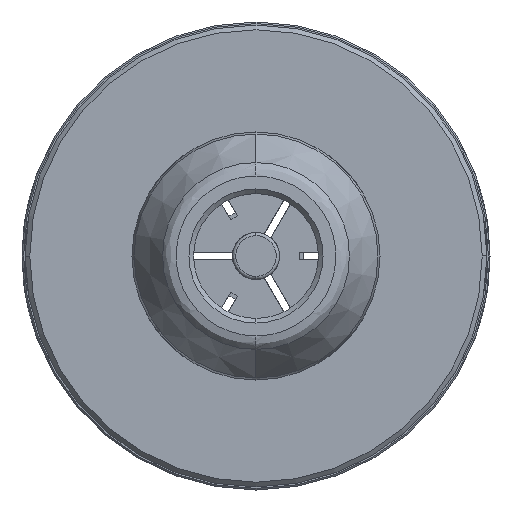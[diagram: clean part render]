
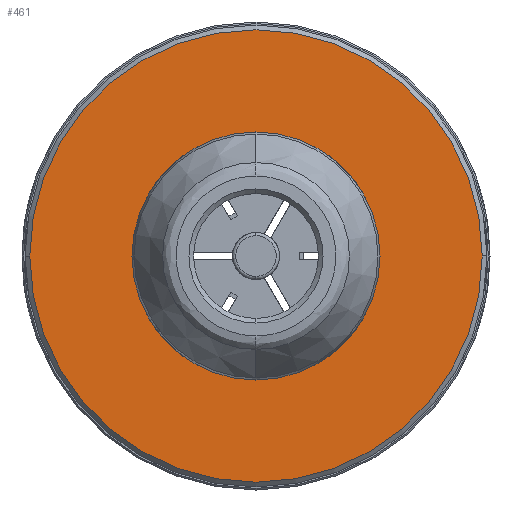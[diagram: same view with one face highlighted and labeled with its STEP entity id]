
A CAD part, left-side view. The second image highlights one B-rep face of the part: STEP entity #461.
In plain terms, the highlighted planar face has unit normal (-1, 0, 0).
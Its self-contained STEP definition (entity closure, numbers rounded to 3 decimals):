
#14 = AXIS2_PLACEMENT_3D ( 'NONE', #1387, #6049, #7246 ) ;
#115 = EDGE_LOOP ( 'NONE', ( #1181, #1528 ) ) ;
#212 = DIRECTION ( 'NONE',  ( 0., 1., 0. ) ) ;
#440 = ORIENTED_EDGE ( 'NONE', *, *, #542, .F. ) ;
#461 = ADVANCED_FACE ( 'NONE', ( #1788, #5924 ), #7211, .F. ) ;
#472 = AXIS2_PLACEMENT_3D ( 'NONE', #7258, #3685, #3660 ) ;
#542 = EDGE_CURVE ( 'NONE', #4168, #574, #605, .T. ) ;
#574 = VERTEX_POINT ( 'NONE', #5603 ) ;
#605 = CIRCLE ( 'NONE', #7297, 6.9 ) ;
#624 = VERTEX_POINT ( 'NONE', #910 ) ;
#812 = CARTESIAN_POINT ( 'NONE',  ( 12.5, 0., 0. ) ) ;
#910 = CARTESIAN_POINT ( 'NONE',  ( 12.5, 14.5, 0. ) ) ;
#1181 = ORIENTED_EDGE ( 'NONE', *, *, #4728, .F. ) ;
#1387 = CARTESIAN_POINT ( 'NONE',  ( 12.5, 0., 0. ) ) ;
#1528 = ORIENTED_EDGE ( 'NONE', *, *, #7010, .F. ) ;
#1788 = FACE_BOUND ( 'NONE', #5099, .T. ) ;
#1968 = CARTESIAN_POINT ( 'NONE',  ( 12.5, -14.5, 0. ) ) ;
#2206 = ORIENTED_EDGE ( 'NONE', *, *, #6795, .F. ) ;
#3192 = DIRECTION ( 'NONE',  ( 0., 1., 0. ) ) ;
#3201 = DIRECTION ( 'NONE',  ( 0., 0., 1. ) ) ;
#3660 = DIRECTION ( 'NONE',  ( 0., 0., -1. ) ) ;
#3685 = DIRECTION ( 'NONE',  ( 1., 0., 0. ) ) ;
#4168 = VERTEX_POINT ( 'NONE', #6632 ) ;
#4711 = CIRCLE ( 'NONE', #14, 6.9 ) ;
#4728 = EDGE_CURVE ( 'NONE', #624, #6375, #6684, .T. ) ;
#4950 = DIRECTION ( 'NONE',  ( 1., 0., 0. ) ) ;
#5099 = EDGE_LOOP ( 'NONE', ( #2206, #440 ) ) ;
#5555 = DIRECTION ( 'NONE',  ( -1., 0., 0. ) ) ;
#5603 = CARTESIAN_POINT ( 'NONE',  ( 12.5, 0., 6.9 ) ) ;
#5634 = CARTESIAN_POINT ( 'NONE',  ( 12.5, 0., 0. ) ) ;
#5668 = DIRECTION ( 'NONE',  ( 1., 0., 0. ) ) ;
#5816 = CIRCLE ( 'NONE', #5856, 14.5 ) ;
#5856 = AXIS2_PLACEMENT_3D ( 'NONE', #7339, #4950, #3192 ) ;
#5924 = FACE_OUTER_BOUND ( 'NONE', #115, .T. ) ;
#6049 = DIRECTION ( 'NONE',  ( -1., 0., 0. ) ) ;
#6180 = AXIS2_PLACEMENT_3D ( 'NONE', #812, #5668, #212 ) ;
#6375 = VERTEX_POINT ( 'NONE', #1968 ) ;
#6632 = CARTESIAN_POINT ( 'NONE',  ( 12.5, 0., -6.9 ) ) ;
#6684 = CIRCLE ( 'NONE', #6180, 14.5 ) ;
#6795 = EDGE_CURVE ( 'NONE', #574, #4168, #4711, .T. ) ;
#7010 = EDGE_CURVE ( 'NONE', #6375, #624, #5816, .T. ) ;
#7211 = PLANE ( 'NONE',  #472 ) ;
#7246 = DIRECTION ( 'NONE',  ( 0., 0., 1. ) ) ;
#7258 = CARTESIAN_POINT ( 'NONE',  ( 12.5, 0., 0. ) ) ;
#7297 = AXIS2_PLACEMENT_3D ( 'NONE', #5634, #5555, #3201 ) ;
#7339 = CARTESIAN_POINT ( 'NONE',  ( 12.5, 0., 0. ) ) ;
